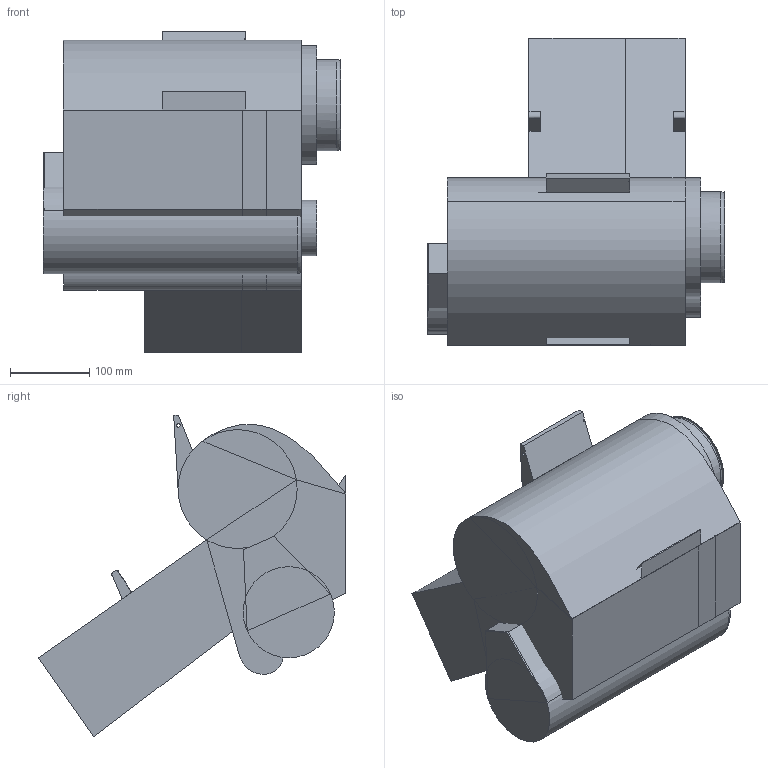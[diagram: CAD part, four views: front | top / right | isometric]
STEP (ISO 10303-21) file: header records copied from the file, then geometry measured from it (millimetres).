
FILE_DESCRIPTION(/* description */ (''),/* implementation_level */ '2;1');
FILE_NAME(/* name */ 'engine v9.step',/* time_stamp */ '2023-02-24T19:50:37+05:30',/* author */ (''),/* organization */ (''),/* preprocessor_version */ 'ST-DEVELOPER v19.2',/* originating_system */ 'Autodesk Translation Framework v11.17.0.187',/* authorisation */ '');
FILE_SCHEMA (('AUTOMOTIVE_DESIGN { 1 0 10303 214 3 1 1 }'));
Length unit declared in the file: millimetre
Products named in the file (1): engine
Bounding box: 375 x 387.98 x 405.82 mm (x, y, z)
Volume: 5887558.8 mm3; surface area: 1258568.9 mm2
Topology: 4 solids, 38 shells, 108 faces, 312 edges, 233 vertices
Faces by surface type: plane 89, cylinder 10, bspline 7, torus 2
Full cylindrical faces by diameter (mm): 4.5 x1, 8 x1, 70 x1, 115 x2, 150 x2
Entity records: 4223 total; most frequent: CARTESIAN_POINT 1451, DIRECTION 531, ORIENTED_EDGE 427, EDGE_CURVE 312, LINE 251, VECTOR 251, VERTEX_POINT 233, AXIS2_PLACEMENT_3D 140
